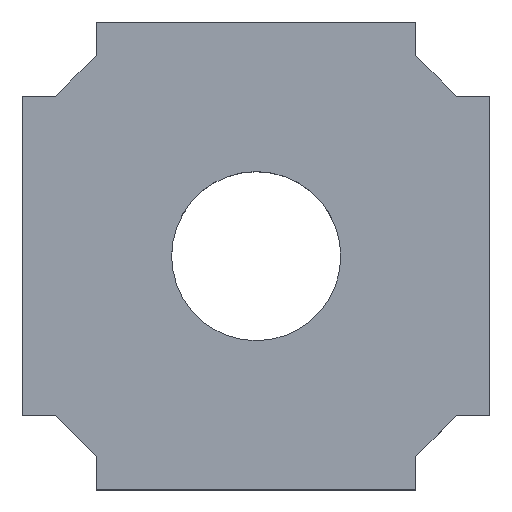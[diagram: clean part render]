
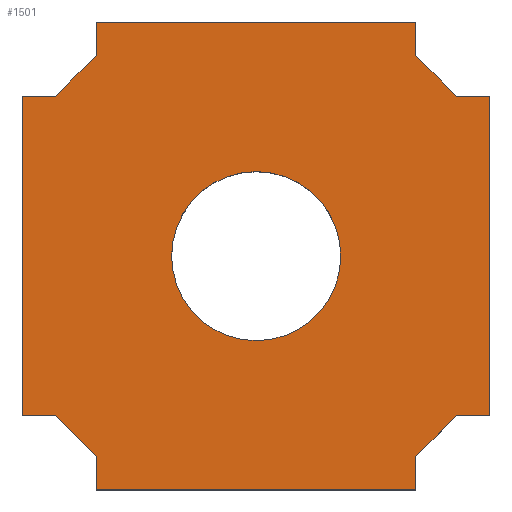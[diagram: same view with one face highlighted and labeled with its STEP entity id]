
A CAD part, top view. The second image highlights one B-rep face of the part: STEP entity #1501.
In plain terms, the highlighted planar face has unit normal (0, 0, 1).
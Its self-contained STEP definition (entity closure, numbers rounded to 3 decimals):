
#226=FACE_BOUND('',#330,.T.);
#229=CIRCLE('',#1607,9.);
#244=FACE_OUTER_BOUND('',#329,.T.);
#329=EDGE_LOOP('',(#981,#982,#983,#984,#985,#986,#987,#988,#989,#990,#991,
#992,#993,#994,#995,#996));
#330=EDGE_LOOP('',(#997));
#417=LINE('',#1842,#494);
#418=LINE('',#1844,#495);
#419=LINE('',#1846,#496);
#420=LINE('',#1848,#497);
#421=LINE('',#1850,#498);
#422=LINE('',#1852,#499);
#423=LINE('',#1854,#500);
#424=LINE('',#1856,#501);
#425=LINE('',#1858,#502);
#426=LINE('',#1860,#503);
#427=LINE('',#1862,#504);
#428=LINE('',#1864,#505);
#429=LINE('',#1866,#506);
#430=LINE('',#1868,#507);
#431=LINE('',#1870,#508);
#432=LINE('',#1871,#509);
#494=VECTOR('',#1661,10.);
#495=VECTOR('',#1662,10.);
#496=VECTOR('',#1663,10.);
#497=VECTOR('',#1664,10.);
#498=VECTOR('',#1665,10.);
#499=VECTOR('',#1666,10.);
#500=VECTOR('',#1667,10.);
#501=VECTOR('',#1668,10.);
#502=VECTOR('',#1669,10.);
#503=VECTOR('',#1670,10.);
#504=VECTOR('',#1671,10.);
#505=VECTOR('',#1672,10.);
#506=VECTOR('',#1673,10.);
#507=VECTOR('',#1674,10.);
#508=VECTOR('',#1675,10.);
#509=VECTOR('',#1676,10.);
#571=VERTEX_POINT('',#1840);
#572=VERTEX_POINT('',#1841);
#573=VERTEX_POINT('',#1843);
#574=VERTEX_POINT('',#1845);
#575=VERTEX_POINT('',#1847);
#576=VERTEX_POINT('',#1849);
#577=VERTEX_POINT('',#1851);
#578=VERTEX_POINT('',#1853);
#579=VERTEX_POINT('',#1855);
#580=VERTEX_POINT('',#1857);
#581=VERTEX_POINT('',#1859);
#582=VERTEX_POINT('',#1861);
#583=VERTEX_POINT('',#1863);
#584=VERTEX_POINT('',#1865);
#585=VERTEX_POINT('',#1867);
#586=VERTEX_POINT('',#1869);
#587=VERTEX_POINT('',#1872);
#735=EDGE_CURVE('',#571,#572,#417,.T.);
#736=EDGE_CURVE('',#573,#571,#418,.T.);
#737=EDGE_CURVE('',#574,#573,#419,.T.);
#738=EDGE_CURVE('',#575,#574,#420,.T.);
#739=EDGE_CURVE('',#576,#575,#421,.T.);
#740=EDGE_CURVE('',#577,#576,#422,.T.);
#741=EDGE_CURVE('',#578,#577,#423,.T.);
#742=EDGE_CURVE('',#579,#578,#424,.T.);
#743=EDGE_CURVE('',#580,#579,#425,.T.);
#744=EDGE_CURVE('',#581,#580,#426,.T.);
#745=EDGE_CURVE('',#582,#581,#427,.T.);
#746=EDGE_CURVE('',#583,#582,#428,.T.);
#747=EDGE_CURVE('',#584,#583,#429,.T.);
#748=EDGE_CURVE('',#585,#584,#430,.T.);
#749=EDGE_CURVE('',#586,#585,#431,.T.);
#750=EDGE_CURVE('',#572,#586,#432,.T.);
#751=EDGE_CURVE('',#587,#587,#229,.T.);
#981=ORIENTED_EDGE('',*,*,#735,.F.);
#982=ORIENTED_EDGE('',*,*,#736,.F.);
#983=ORIENTED_EDGE('',*,*,#737,.F.);
#984=ORIENTED_EDGE('',*,*,#738,.F.);
#985=ORIENTED_EDGE('',*,*,#739,.F.);
#986=ORIENTED_EDGE('',*,*,#740,.F.);
#987=ORIENTED_EDGE('',*,*,#741,.F.);
#988=ORIENTED_EDGE('',*,*,#742,.F.);
#989=ORIENTED_EDGE('',*,*,#743,.F.);
#990=ORIENTED_EDGE('',*,*,#744,.F.);
#991=ORIENTED_EDGE('',*,*,#745,.F.);
#992=ORIENTED_EDGE('',*,*,#746,.F.);
#993=ORIENTED_EDGE('',*,*,#747,.F.);
#994=ORIENTED_EDGE('',*,*,#748,.F.);
#995=ORIENTED_EDGE('',*,*,#749,.F.);
#996=ORIENTED_EDGE('',*,*,#750,.F.);
#997=ORIENTED_EDGE('',*,*,#751,.F.);
#1473=PLANE('',#1606);
#1501=ADVANCED_FACE('',(#244,#226),#1473,.F.);
#1606=AXIS2_PLACEMENT_3D('',#1839,#1659,#1660);
#1607=AXIS2_PLACEMENT_3D('',#1873,#1677,#1678);
#1659=DIRECTION('center_axis',(0.,0.,
-1.));
#1660=DIRECTION('ref_axis',(-1.,0.,0.));
#1661=DIRECTION('',(0.,-1.,0.));
#1662=DIRECTION('',(-0.707,-0.707,0.));
#1663=DIRECTION('',(-1.,0.,0.));
#1664=DIRECTION('',(0.,-1.,0.));
#1665=DIRECTION('',(1.,0.,0.));
#1666=DIRECTION('',(0.707,-0.707,0.));
#1667=DIRECTION('',(0.,-1.,0.));
#1668=DIRECTION('',(1.,0.,0.));
#1669=DIRECTION('',(0.,1.,0.));
#1670=DIRECTION('',(0.707,0.707,0.));
#1671=DIRECTION('',(1.,0.,0.));
#1672=DIRECTION('',(0.,1.,0.));
#1673=DIRECTION('',(-1.,0.,0.));
#1674=DIRECTION('',(-0.707,0.707,0.));
#1675=DIRECTION('',(0.,1.,0.));
#1676=DIRECTION('',(-1.,0.,0.));
#1677=DIRECTION('center_axis',(0.,0.,
1.));
#1678=DIRECTION('ref_axis',(1.,0.,0.));
#1839=CARTESIAN_POINT('Origin',(-35.43,20.93,18.));
#1840=CARTESIAN_POINT('',(-18.43,-0.395,18.));
#1841=CARTESIAN_POINT('',(-18.43,-3.97,18.));
#1842=CARTESIAN_POINT('',(-18.43,8.48,18.));
#1843=CARTESIAN_POINT('',(-14.105,3.93,18.));
#1844=CARTESIAN_POINT('',(-17.349,0.686,18.));
#1845=CARTESIAN_POINT('',(-10.53,3.93,18.));
#1846=CARTESIAN_POINT('',(-24.767,3.93,18.));
#1847=CARTESIAN_POINT('',(-10.53,37.93,18.));
#1848=CARTESIAN_POINT('',(-10.53,29.33,18.));
#1849=CARTESIAN_POINT('',(-14.105,37.93,18.));
#1850=CARTESIAN_POINT('',(-22.98,37.93,18.));
#1851=CARTESIAN_POINT('',(-18.43,42.255,18.));
#1852=CARTESIAN_POINT('',(-15.186,39.011,18.));
#1853=CARTESIAN_POINT('',(-18.43,45.83,18.));
#1854=CARTESIAN_POINT('',(-18.43,31.593,18.));
#1855=CARTESIAN_POINT('',(-52.43,45.83,18.));
#1856=CARTESIAN_POINT('',(-43.83,45.83,18.));
#1857=CARTESIAN_POINT('',(-52.43,42.255,18.));
#1858=CARTESIAN_POINT('',(-52.43,33.38,18.));
#1859=CARTESIAN_POINT('',(-56.755,37.93,18.));
#1860=CARTESIAN_POINT('',(-53.511,41.174,18.));
#1861=CARTESIAN_POINT('',(-60.33,37.93,18.));
#1862=CARTESIAN_POINT('',(-46.093,37.93,18.));
#1863=CARTESIAN_POINT('',(-60.33,3.93,18.));
#1864=CARTESIAN_POINT('',(-60.33,12.53,18.));
#1865=CARTESIAN_POINT('',(-56.755,3.93,18.));
#1866=CARTESIAN_POINT('',(-47.88,3.93,18.));
#1867=CARTESIAN_POINT('',(-52.389,-0.437,18.));
#1868=CARTESIAN_POINT('',(-55.674,2.849,18.));
#1869=CARTESIAN_POINT('',(-52.389,-3.97,18.));
#1870=CARTESIAN_POINT('',(-52.389,10.247,18.));
#1871=CARTESIAN_POINT('',(-27.03,-3.97,18.));
#1872=CARTESIAN_POINT('',(-44.409,20.909,18.));
#1873=CARTESIAN_POINT('Origin',(-35.409,20.909,18.));
